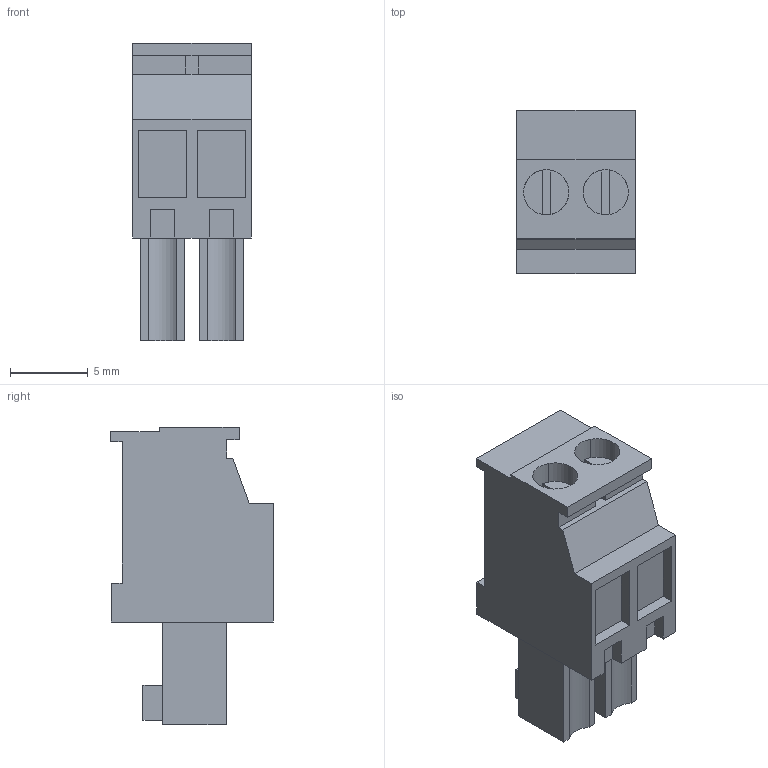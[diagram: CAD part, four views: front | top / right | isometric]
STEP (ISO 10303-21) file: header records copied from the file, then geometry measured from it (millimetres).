
FILE_DESCRIPTION(('CATIA V5 STEP Exchange','CAx-IF Rec.Pracs.--- Model Styling and Organization---1.2---2011-12-15'),'2;1');
FILE_NAME ('D1456458_0_1798940000_1798940000.stp','2017-04-13T06:36:05+00:00',('none'),('Weidmueller'),'CATIA Version 5-6 Release 2014','CATIA V5 STEP AP214','none');
FILE_SCHEMA(('AUTOMOTIVE_DESIGN { 1 0 10303 214 1 1 1 1 }'));
Length unit declared in the file: millimetre
Products named in the file (1): 1798940000
Bounding box: 7.62 x 10.45 x 19.1 mm (x, y, z)
Volume: 942.2 mm3; surface area: 933 mm2
Topology: 3 solids, 3 shells, 106 faces, 266 edges, 178 vertices
Faces by surface type: plane 88, cylinder 18
Entity records: 3098 total; most frequent: CARTESIAN_POINT 577, ORIENTED_EDGE 532, DIRECTION 448, EDGE_CURVE 266, VECTOR 222, LINE 222, VERTEX_POINT 178, AXIS2_PLACEMENT_3D 133
